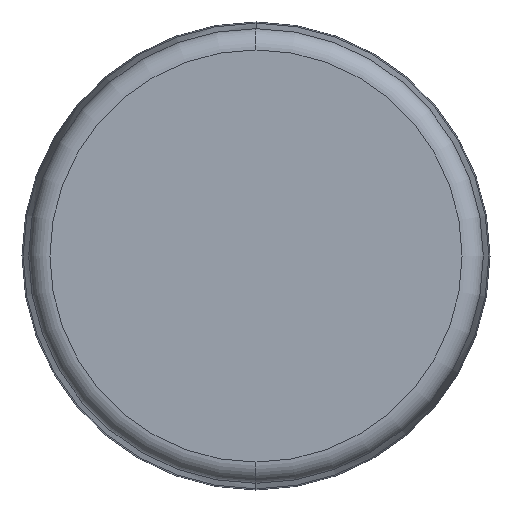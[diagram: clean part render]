
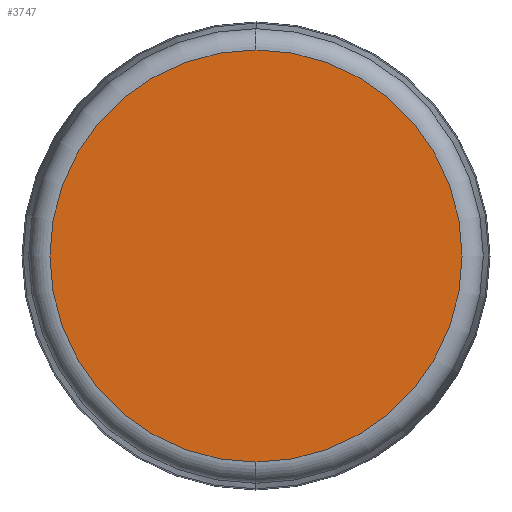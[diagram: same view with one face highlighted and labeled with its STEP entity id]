
A CAD part, left-side view. The second image highlights one B-rep face of the part: STEP entity #3747.
In plain terms, the highlighted planar face has unit normal (-1, 0, 0).
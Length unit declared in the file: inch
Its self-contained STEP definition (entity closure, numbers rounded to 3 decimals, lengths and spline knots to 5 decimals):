
#842 = CARTESIAN_POINT ( 'NONE',  ( -4.89183, 0., 0. ) ) ;
#1053 = CARTESIAN_POINT ( 'NONE',  ( -4.89183, 0., -0.24272 ) ) ;
#1179 = EDGE_CURVE ( 'NONE', #1328, #2469, #1642, .T. ) ;
#1328 = VERTEX_POINT ( 'NONE', #1053 ) ;
#1434 = DIRECTION ( 'NONE',  ( 0., 0., 1. ) ) ;
#1478 = EDGE_LOOP ( 'NONE', ( #2957, #4103 ) ) ;
#1541 = DIRECTION ( 'NONE',  ( -1., 0., 0. ) ) ;
#1642 = CIRCLE ( 'NONE', #3949, 0.24272 ) ;
#1843 = FACE_OUTER_BOUND ( 'NONE', #1478, .T. ) ;
#1870 = DIRECTION ( 'NONE',  ( 1., 0., 0. ) ) ;
#2222 = CARTESIAN_POINT ( 'NONE',  ( -4.89183, 0., 0.24272 ) ) ;
#2357 = DIRECTION ( 'NONE',  ( 0., 0., 1. ) ) ;
#2469 = VERTEX_POINT ( 'NONE', #2222 ) ;
#2957 = ORIENTED_EDGE ( 'NONE', *, *, #2973, .T. ) ;
#2973 = EDGE_CURVE ( 'NONE', #2469, #1328, #3962, .T. ) ;
#3317 = CARTESIAN_POINT ( 'NONE',  ( -4.89183, 0., 0. ) ) ;
#3369 = DIRECTION ( 'NONE',  ( -1., 0., 0. ) ) ;
#3747 = ADVANCED_FACE ( 'NONE', ( #1843 ), #4651, .F. ) ;
#3949 = AXIS2_PLACEMENT_3D ( 'NONE', #842, #1541, #2357 ) ;
#3962 = CIRCLE ( 'NONE', #5022, 0.24272 ) ;
#4103 = ORIENTED_EDGE ( 'NONE', *, *, #1179, .T. ) ;
#4224 = DIRECTION ( 'NONE',  ( 0., 0., -1. ) ) ;
#4225 = AXIS2_PLACEMENT_3D ( 'NONE', #4271, #1870, #4224 ) ;
#4271 = CARTESIAN_POINT ( 'NONE',  ( -4.89183, 0.24272, 0. ) ) ;
#4651 = PLANE ( 'NONE',  #4225 ) ;
#5022 = AXIS2_PLACEMENT_3D ( 'NONE', #3317, #3369, #1434 ) ;
